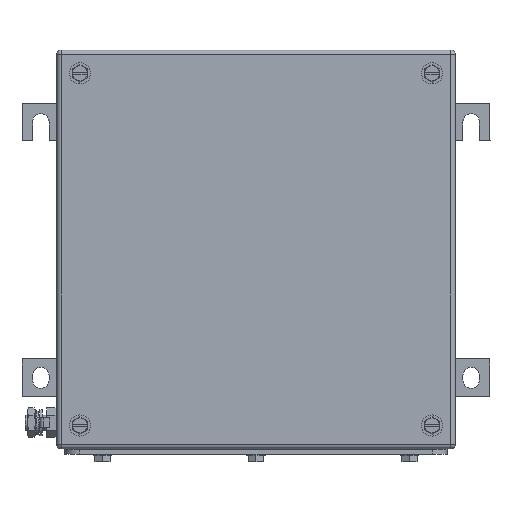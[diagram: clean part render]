
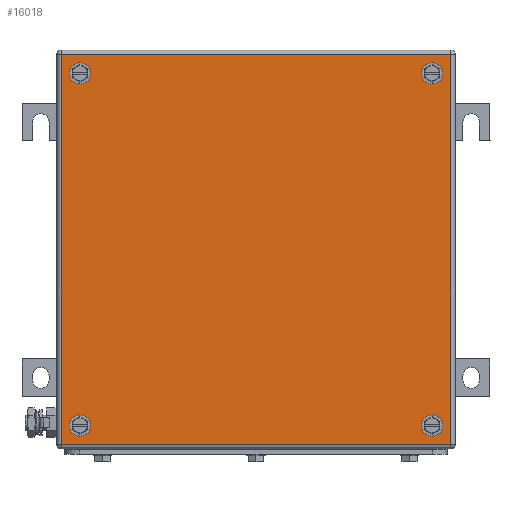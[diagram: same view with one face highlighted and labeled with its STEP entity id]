
A CAD part, top view. The second image highlights one B-rep face of the part: STEP entity #16018.
In plain terms, the highlighted planar face has unit normal (0, 0, 1).
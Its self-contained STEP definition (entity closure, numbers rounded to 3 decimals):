
#15892=AXIS2_PLACEMENT_3D('Circle Axis2P3D',#15890,#15891,$) ;
#15919=AXIS2_PLACEMENT_3D('Plane Axis2P3D',#15916,#15917,#15918) ;
#15957=AXIS2_PLACEMENT_3D('Circle Axis2P3D',#15955,#15956,$) ;
#15966=AXIS2_PLACEMENT_3D('Circle Axis2P3D',#15964,#15965,$) ;
#15975=AXIS2_PLACEMENT_3D('Circle Axis2P3D',#15973,#15974,$) ;
#15984=AXIS2_PLACEMENT_3D('Circle Axis2P3D',#15982,#15983,$) ;
#15993=AXIS2_PLACEMENT_3D('Circle Axis2P3D',#15991,#15992,$) ;
#16002=AXIS2_PLACEMENT_3D('Circle Axis2P3D',#16000,#16001,$) ;
#16011=AXIS2_PLACEMENT_3D('Circle Axis2P3D',#16009,#16010,$) ;
#15887=CARTESIAN_POINT('Vertex',(41.5,258.5,153.5)) ;
#15890=CARTESIAN_POINT('Axis2P3D Location',(38.,258.5,153.5)) ;
#15894=CARTESIAN_POINT('Vertex',(34.5,258.5,153.5)) ;
#15916=CARTESIAN_POINT('Axis2P3D Location',(155.5,141.,153.5)) ;
#15921=CARTESIAN_POINT('Line Origine',(155.5,270.5,153.5)) ;
#15925=CARTESIAN_POINT('Vertex',(285.,270.5,153.5)) ;
#15927=CARTESIAN_POINT('Vertex',(26.,270.5,153.5)) ;
#15930=CARTESIAN_POINT('Line Origine',(26.,141.,153.5)) ;
#15934=CARTESIAN_POINT('Vertex',(26.,11.5,153.5)) ;
#15937=CARTESIAN_POINT('Line Origine',(155.5,11.5,153.5)) ;
#15941=CARTESIAN_POINT('Vertex',(285.,11.5,153.5)) ;
#15944=CARTESIAN_POINT('Line Origine',(285.,141.,153.5)) ;
#15955=CARTESIAN_POINT('Axis2P3D Location',(38.,258.5,153.5)) ;
#15964=CARTESIAN_POINT('Axis2P3D Location',(38.,23.5,153.5)) ;
#15968=CARTESIAN_POINT('Vertex',(34.5,23.5,153.5)) ;
#15970=CARTESIAN_POINT('Vertex',(41.5,23.5,153.5)) ;
#15973=CARTESIAN_POINT('Axis2P3D Location',(38.,23.5,153.5)) ;
#15982=CARTESIAN_POINT('Axis2P3D Location',(273.,23.5,153.5)) ;
#15986=CARTESIAN_POINT('Vertex',(276.5,23.5,153.5)) ;
#15988=CARTESIAN_POINT('Vertex',(269.5,23.5,153.5)) ;
#15991=CARTESIAN_POINT('Axis2P3D Location',(273.,23.5,153.5)) ;
#16000=CARTESIAN_POINT('Axis2P3D Location',(273.,258.5,153.5)) ;
#16004=CARTESIAN_POINT('Vertex',(276.5,258.5,153.5)) ;
#16006=CARTESIAN_POINT('Vertex',(269.5,258.5,153.5)) ;
#16009=CARTESIAN_POINT('Axis2P3D Location',(273.,258.5,153.5)) ;
#15891=DIRECTION('Axis2P3D Direction',(0.,0.,1.)) ;
#15917=DIRECTION('Axis2P3D Direction',(0.,0.,1.)) ;
#15918=DIRECTION('Axis2P3D XDirection',(1.,0.,0.)) ;
#15922=DIRECTION('Vector Direction',(1.,0.,0.)) ;
#15931=DIRECTION('Vector Direction',(0.,-1.,0.)) ;
#15938=DIRECTION('Vector Direction',(1.,0.,0.)) ;
#15945=DIRECTION('Vector Direction',(0.,1.,0.)) ;
#15956=DIRECTION('Axis2P3D Direction',(0.,0.,1.)) ;
#15965=DIRECTION('Axis2P3D Direction',(0.,0.,1.)) ;
#15974=DIRECTION('Axis2P3D Direction',(0.,0.,1.)) ;
#15983=DIRECTION('Axis2P3D Direction',(0.,0.,1.)) ;
#15992=DIRECTION('Axis2P3D Direction',(0.,0.,1.)) ;
#16001=DIRECTION('Axis2P3D Direction',(0.,0.,1.)) ;
#16010=DIRECTION('Axis2P3D Direction',(0.,0.,1.)) ;
#15923=VECTOR('Line Direction',#15922,1.) ;
#15932=VECTOR('Line Direction',#15931,1.) ;
#15939=VECTOR('Line Direction',#15938,1.) ;
#15946=VECTOR('Line Direction',#15945,1.) ;
#15950=ORIENTED_EDGE('',*,*,#15929,.T.) ;
#15951=ORIENTED_EDGE('',*,*,#15936,.T.) ;
#15952=ORIENTED_EDGE('',*,*,#15943,.T.) ;
#15953=ORIENTED_EDGE('',*,*,#15948,.T.) ;
#15961=ORIENTED_EDGE('',*,*,#15959,.F.) ;
#15962=ORIENTED_EDGE('',*,*,#15896,.F.) ;
#15979=ORIENTED_EDGE('',*,*,#15972,.F.) ;
#15980=ORIENTED_EDGE('',*,*,#15977,.F.) ;
#15997=ORIENTED_EDGE('',*,*,#15990,.F.) ;
#15998=ORIENTED_EDGE('',*,*,#15995,.F.) ;
#16015=ORIENTED_EDGE('',*,*,#16008,.F.) ;
#16016=ORIENTED_EDGE('',*,*,#16013,.F.) ;
#15963=FACE_BOUND('',#15960,.T.) ;
#15981=FACE_BOUND('',#15978,.T.) ;
#15999=FACE_BOUND('',#15996,.T.) ;
#16017=FACE_BOUND('',#16014,.T.) ;
#16018=ADVANCED_FACE('ZUB_KTB_FS_262615_1GP_AllCATPart.2\\ZUB_DE_KTB_FS_260x260.1\\DE_KTB_MH_PART_MASTER.1\\Koerper.2',(#15954,#15963,#15981,#15999,#16017),#15920,.T.) ;
#15893=CIRCLE('generated circle',#15892,3.5) ;
#15958=CIRCLE('generated circle',#15957,3.5) ;
#15967=CIRCLE('generated circle',#15966,3.5) ;
#15976=CIRCLE('generated circle',#15975,3.5) ;
#15985=CIRCLE('generated circle',#15984,3.5) ;
#15994=CIRCLE('generated circle',#15993,3.5) ;
#16003=CIRCLE('generated circle',#16002,3.5) ;
#16012=CIRCLE('generated circle',#16011,3.5) ;
#15896=EDGE_CURVE('',#15888,#15895,#15893,.T.) ;
#15929=EDGE_CURVE('',#15926,#15928,#15924,.F.) ;
#15936=EDGE_CURVE('',#15928,#15935,#15933,.T.) ;
#15943=EDGE_CURVE('',#15935,#15942,#15940,.T.) ;
#15948=EDGE_CURVE('',#15942,#15926,#15947,.T.) ;
#15959=EDGE_CURVE('',#15895,#15888,#15958,.T.) ;
#15972=EDGE_CURVE('',#15969,#15971,#15967,.T.) ;
#15977=EDGE_CURVE('',#15971,#15969,#15976,.T.) ;
#15990=EDGE_CURVE('',#15987,#15989,#15985,.T.) ;
#15995=EDGE_CURVE('',#15989,#15987,#15994,.T.) ;
#16008=EDGE_CURVE('',#16005,#16007,#16003,.T.) ;
#16013=EDGE_CURVE('',#16007,#16005,#16012,.T.) ;
#15949=EDGE_LOOP('',(#15950,#15951,#15952,#15953)) ;
#15960=EDGE_LOOP('',(#15961,#15962)) ;
#15978=EDGE_LOOP('',(#15979,#15980)) ;
#15996=EDGE_LOOP('',(#15997,#15998)) ;
#16014=EDGE_LOOP('',(#16015,#16016)) ;
#15954=FACE_OUTER_BOUND('',#15949,.T.) ;
#15924=LINE('Line',#15921,#15923) ;
#15933=LINE('Line',#15930,#15932) ;
#15940=LINE('Line',#15937,#15939) ;
#15947=LINE('Line',#15944,#15946) ;
#15920=PLANE('',#15919) ;
#15888=VERTEX_POINT('',#15887) ;
#15895=VERTEX_POINT('',#15894) ;
#15926=VERTEX_POINT('',#15925) ;
#15928=VERTEX_POINT('',#15927) ;
#15935=VERTEX_POINT('',#15934) ;
#15942=VERTEX_POINT('',#15941) ;
#15969=VERTEX_POINT('',#15968) ;
#15971=VERTEX_POINT('',#15970) ;
#15987=VERTEX_POINT('',#15986) ;
#15989=VERTEX_POINT('',#15988) ;
#16005=VERTEX_POINT('',#16004) ;
#16007=VERTEX_POINT('',#16006) ;
